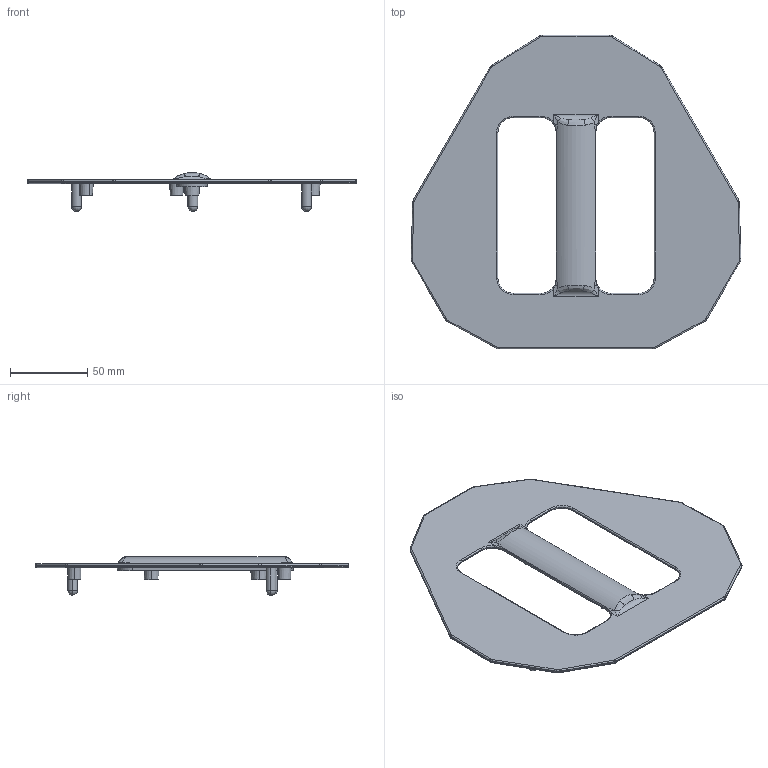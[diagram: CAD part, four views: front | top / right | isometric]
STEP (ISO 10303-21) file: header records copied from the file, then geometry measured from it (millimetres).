
FILE_DESCRIPTION (( 'STEP AP214' ), '1' );
FILE_NAME ('86029TopCovFinal.STEP', '2018-10-09T18:27:31', ( '' ), ( '' ), 'SwSTEP 2.0', 'SolidWorks 2018', '' );
FILE_SCHEMA (( 'AUTOMOTIVE_DESIGN' ));
Length unit declared in the file: millimetre
Products named in the file (1): 86029TopCovFinal
Bounding box: 214.02 x 203.67 x 25.23 mm (x, y, z)
Volume: 71532.7 mm3; surface area: 57833.6 mm2
Topology: 1 solids, 1 shells, 245 faces, 580 edges, 341 vertices
Faces by surface type: cylinder 71, plane 65, bspline 50, cone 27, torus 26, sphere 6
Entity records: 8904 total; most frequent: CARTESIAN_POINT 3549, ORIENTED_EDGE 1128, DIRECTION 1090, EDGE_CURVE 564, AXIS2_PLACEMENT_3D 428, VERTEX_POINT 335, EDGE_LOOP 263, FACE_OUTER_BOUND 245
